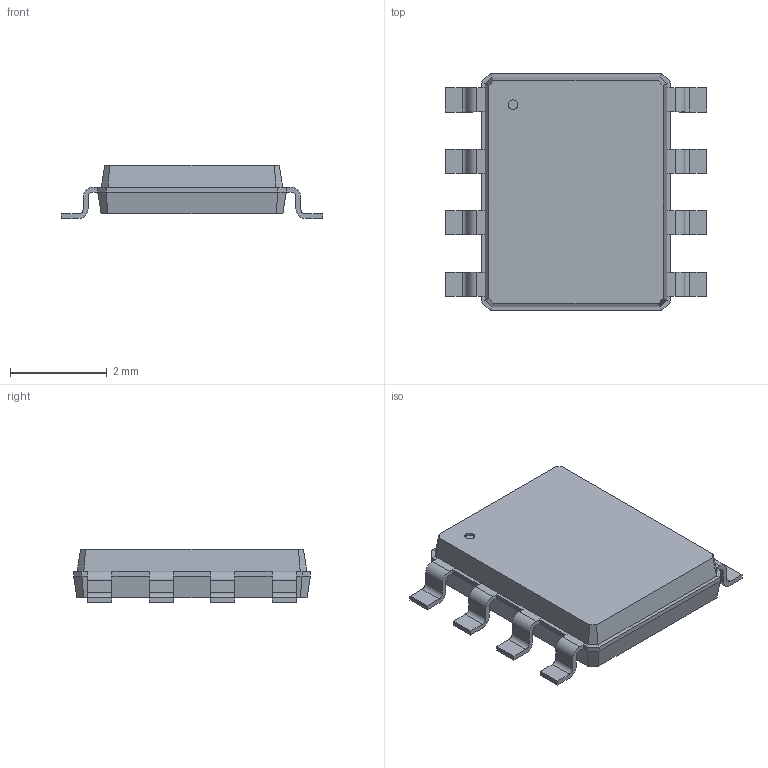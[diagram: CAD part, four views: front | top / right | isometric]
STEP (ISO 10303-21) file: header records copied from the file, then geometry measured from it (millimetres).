
FILE_DESCRIPTION(/* description */ ('model of HTSOP-8-1EP_3.9x4.9mm_Pitch1.27mm'),/* implementation_level */ '2;1');
FILE_NAME(/* name */ 'HTSOP-8-1EP_3.9x4.9mm_Pitch1.27mm.step',/* time_stamp */ '2018-11-03T20:44:39',/* author */ ('kicad StepUp','ksu'),/* organization */ ('FreeCAD'),/* preprocessor_version */ 'OCC',/* originating_system */ 'kicad StepUp',/* authorisation */ '');
FILE_SCHEMA(('AUTOMOTIVE_DESIGN { 1 0 10303 214 1 1 1 1 }'));
Length unit declared in the file: millimetre
Products named in the file (1): HTSOP_8_1EP_39x49mm_Pitch127mm
Bounding box: 5.4 x 4.9 x 1.1 mm (x, y, z)
Volume: 18.4 mm3; surface area: 63.9 mm2
Topology: 1 solids, 1 shells, 156 faces, 403 edges, 250 vertices
Faces by surface type: plane 91, cylinder 33, bspline 32
Full cylindrical faces by diameter (mm): 0.2 x1
Entity records: 3051 total; most frequent: ORIENTED_EDGE 694, EDGE_CURVE 403, CARTESIAN_POINT 333, VERTEX_POINT 250, LINE 249, AXIS2_PLACEMENT_3D 170, FACE_BOUND 157, EDGE_LOOP 157
